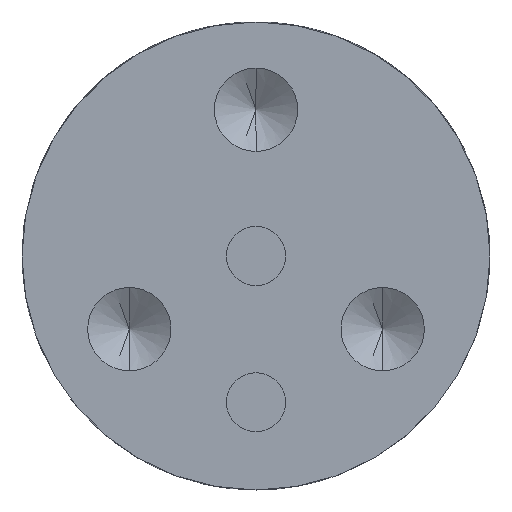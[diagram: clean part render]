
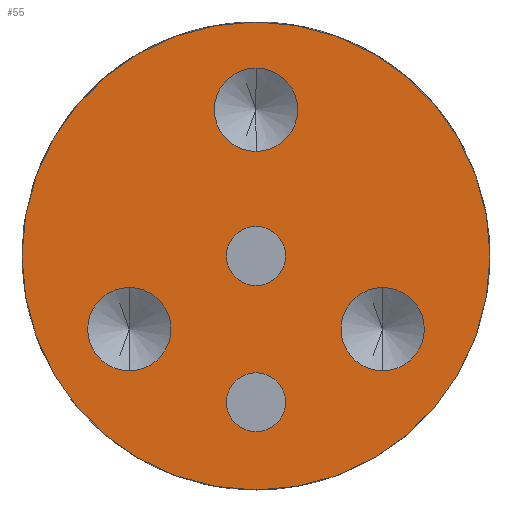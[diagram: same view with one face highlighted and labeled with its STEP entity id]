
A CAD part, front view. The second image highlights one B-rep face of the part: STEP entity #55.
In plain terms, the highlighted planar face has unit normal (0, -1, 0).
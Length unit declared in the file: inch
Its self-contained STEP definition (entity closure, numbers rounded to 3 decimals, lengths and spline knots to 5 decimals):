
#20 = ORIENTED_EDGE ( 'NONE', *, *, #66, .F. ) ;
#24 = EDGE_LOOP ( 'NONE', ( #20, #56 ) ) ;
#51 = ORIENTED_EDGE ( 'NONE', *, *, #965, .F. ) ;
#54 = ORIENTED_EDGE ( 'NONE', *, *, #736, .F. ) ;
#55 = ADVANCED_FACE ( 'NONE', ( #1392, #1404, #1395, #1394, #1393, #1391 ), #1362, .F. ) ;
#56 = ORIENTED_EDGE ( 'NONE', *, *, #746, .F. ) ;
#57 = EDGE_CURVE ( 'NONE', #812, #752, #1381, .T. ) ;
#58 = ORIENTED_EDGE ( 'NONE', *, *, #57, .F. ) ;
#59 = EDGE_LOOP ( 'NONE', ( #111, #54 ) ) ;
#60 = ORIENTED_EDGE ( 'NONE', *, *, #786, .F. ) ;
#61 = EDGE_CURVE ( 'NONE', #781, #784, #1387, .T. ) ;
#62 = EDGE_CURVE ( 'NONE', #814, #816, #1430, .T. ) ;
#63 = ORIENTED_EDGE ( 'NONE', *, *, #61, .F. ) ;
#64 = EDGE_LOOP ( 'NONE', ( #115, #117 ) ) ;
#66 = EDGE_CURVE ( 'NONE', #832, #775, #1426, .T. ) ;
#73 = ORIENTED_EDGE ( 'NONE', *, *, #813, .F. ) ;
#75 = EDGE_LOOP ( 'NONE', ( #63, #60 ) ) ;
#86 = EDGE_LOOP ( 'NONE', ( #58, #73 ) ) ;
#110 = EDGE_CURVE ( 'NONE', #165, #167, #1507, .T. ) ;
#111 = ORIENTED_EDGE ( 'NONE', *, *, #62, .F. ) ;
#112 = EDGE_LOOP ( 'NONE', ( #51, #116 ) ) ;
#115 = ORIENTED_EDGE ( 'NONE', *, *, #110, .F. ) ;
#116 = ORIENTED_EDGE ( 'NONE', *, *, #964, .F. ) ;
#117 = ORIENTED_EDGE ( 'NONE', *, *, #164, .F. ) ;
#164 = EDGE_CURVE ( 'NONE', #167, #165, #1555, .T. ) ;
#165 = VERTEX_POINT ( 'NONE', #1563 ) ;
#167 = VERTEX_POINT ( 'NONE', #1562 ) ;
#736 = EDGE_CURVE ( 'NONE', #816, #814, #3416, .T. ) ;
#746 = EDGE_CURVE ( 'NONE', #775, #832, #3453, .T. ) ;
#752 = VERTEX_POINT ( 'NONE', #3440 ) ;
#775 = VERTEX_POINT ( 'NONE', #3579 ) ;
#781 = VERTEX_POINT ( 'NONE', #3617 ) ;
#784 = VERTEX_POINT ( 'NONE', #3616 ) ;
#786 = EDGE_CURVE ( 'NONE', #784, #781, #3619, .T. ) ;
#812 = VERTEX_POINT ( 'NONE', #3633 ) ;
#813 = EDGE_CURVE ( 'NONE', #752, #812, #3624, .T. ) ;
#814 = VERTEX_POINT ( 'NONE', #3640 ) ;
#816 = VERTEX_POINT ( 'NONE', #3623 ) ;
#832 = VERTEX_POINT ( 'NONE', #3719 ) ;
#964 = EDGE_CURVE ( 'NONE', #985, #1009, #4158, .T. ) ;
#965 = EDGE_CURVE ( 'NONE', #1009, #985, #4172, .T. ) ;
#985 = VERTEX_POINT ( 'NONE', #4292 ) ;
#1009 = VERTEX_POINT ( 'NONE', #4353 ) ;
#1347 = CARTESIAN_POINT ( 'NONE',  ( 0., 0., 0.15625 ) ) ;
#1354 = AXIS2_PLACEMENT_3D ( 'NONE', #1384, #1383, #1382 ) ;
#1355 = CARTESIAN_POINT ( 'NONE',  ( -0.13532, 0., -0.07812 ) ) ;
#1362 = PLANE ( 'NONE',  #1354 ) ;
#1377 = DIRECTION ( 'NONE',  ( 0., -1., 0. ) ) ;
#1378 = DIRECTION ( 'NONE',  ( 0., 0., -1. ) ) ;
#1379 = DIRECTION ( 'NONE',  ( 0., -1., 0. ) ) ;
#1380 = CARTESIAN_POINT ( 'NONE',  ( 0., 0., 0. ) ) ;
#1381 = CIRCLE ( 'NONE', #1385, 0.0315 ) ;
#1382 = DIRECTION ( 'NONE',  ( 0., 0., 1. ) ) ;
#1383 = DIRECTION ( 'NONE',  ( 0., 1., 0. ) ) ;
#1384 = CARTESIAN_POINT ( 'NONE',  ( 0., 0., 0. ) ) ;
#1385 = AXIS2_PLACEMENT_3D ( 'NONE', #1380, #1379, #1378 ) ;
#1386 = AXIS2_PLACEMENT_3D ( 'NONE', #1355, #1377, #1431 ) ;
#1387 = CIRCLE ( 'NONE', #1386, 0.0445 ) ;
#1388 = AXIS2_PLACEMENT_3D ( 'NONE', #1347, #1428, #1427 ) ;
#1391 = FACE_OUTER_BOUND ( 'NONE', #112, .T. ) ;
#1392 = FACE_BOUND ( 'NONE', #24, .T. ) ;
#1393 = FACE_BOUND ( 'NONE', #64, .T. ) ;
#1394 = FACE_BOUND ( 'NONE', #59, .T. ) ;
#1395 = FACE_BOUND ( 'NONE', #75, .T. ) ;
#1404 = FACE_BOUND ( 'NONE', #86, .T. ) ;
#1422 = DIRECTION ( 'NONE',  ( 0., 0., -1. ) ) ;
#1423 = DIRECTION ( 'NONE',  ( 0., -1., 0. ) ) ;
#1424 = CARTESIAN_POINT ( 'NONE',  ( 0., 0., -0.15625 ) ) ;
#1425 = AXIS2_PLACEMENT_3D ( 'NONE', #1424, #1423, #1422 ) ;
#1426 = CIRCLE ( 'NONE', #1425, 0.0315 ) ;
#1427 = DIRECTION ( 'NONE',  ( 0., 0., -1. ) ) ;
#1428 = DIRECTION ( 'NONE',  ( 0., -1., 0. ) ) ;
#1430 = CIRCLE ( 'NONE', #1388, 0.0445 ) ;
#1431 = DIRECTION ( 'NONE',  ( 0., 0., -1. ) ) ;
#1435 = AXIS2_PLACEMENT_3D ( 'NONE', #1506, #1505, #1504 ) ;
#1504 = DIRECTION ( 'NONE',  ( 0., 0., -1. ) ) ;
#1505 = DIRECTION ( 'NONE',  ( 0., -1., 0. ) ) ;
#1506 = CARTESIAN_POINT ( 'NONE',  ( 0.13532, 0., -0.07813 ) ) ;
#1507 = CIRCLE ( 'NONE', #1435, 0.0445 ) ;
#1551 = DIRECTION ( 'NONE',  ( 0., 0., -1. ) ) ;
#1552 = DIRECTION ( 'NONE',  ( 0., -1., 0. ) ) ;
#1553 = CARTESIAN_POINT ( 'NONE',  ( 0.13532, 0., -0.07813 ) ) ;
#1554 = AXIS2_PLACEMENT_3D ( 'NONE', #1553, #1552, #1551 ) ;
#1555 = CIRCLE ( 'NONE', #1554, 0.0445 ) ;
#1562 = CARTESIAN_POINT ( 'NONE',  ( 0.13532, 0., -0.03363 ) ) ;
#1563 = CARTESIAN_POINT ( 'NONE',  ( 0.13532, 0., -0.12263 ) ) ;
#3408 = DIRECTION ( 'NONE',  ( 0., 0., -1. ) ) ;
#3409 = DIRECTION ( 'NONE',  ( 0., -1., 0. ) ) ;
#3410 = CARTESIAN_POINT ( 'NONE',  ( 0., 0., 0.15625 ) ) ;
#3411 = AXIS2_PLACEMENT_3D ( 'NONE', #3410, #3409, #3408 ) ;
#3416 = CIRCLE ( 'NONE', #3411, 0.0445 ) ;
#3437 = DIRECTION ( 'NONE',  ( 0., 0., -1. ) ) ;
#3438 = DIRECTION ( 'NONE',  ( 0., -1., 0. ) ) ;
#3439 = CARTESIAN_POINT ( 'NONE',  ( 0., 0., -0.15625 ) ) ;
#3440 = CARTESIAN_POINT ( 'NONE',  ( 0., 0., 0.0315 ) ) ;
#3445 = AXIS2_PLACEMENT_3D ( 'NONE', #3439, #3438, #3437 ) ;
#3453 = CIRCLE ( 'NONE', #3445, 0.0315 ) ;
#3549 = AXIS2_PLACEMENT_3D ( 'NONE', #3606, #3605, #3604 ) ;
#3579 = CARTESIAN_POINT ( 'NONE',  ( 0., 0., -0.12475 ) ) ;
#3604 = DIRECTION ( 'NONE',  ( 0., 0., -1. ) ) ;
#3605 = DIRECTION ( 'NONE',  ( 0., -1., 0. ) ) ;
#3606 = CARTESIAN_POINT ( 'NONE',  ( -0.13532, 0., -0.07812 ) ) ;
#3616 = CARTESIAN_POINT ( 'NONE',  ( -0.13532, 0., -0.03362 ) ) ;
#3617 = CARTESIAN_POINT ( 'NONE',  ( -0.13532, 0., -0.12262 ) ) ;
#3619 = CIRCLE ( 'NONE', #3549, 0.0445 ) ;
#3623 = CARTESIAN_POINT ( 'NONE',  ( 0., 0., 0.20075 ) ) ;
#3624 = CIRCLE ( 'NONE', #3675, 0.0315 ) ;
#3633 = CARTESIAN_POINT ( 'NONE',  ( 0., 0., -0.0315 ) ) ;
#3640 = CARTESIAN_POINT ( 'NONE',  ( 0., 0., 0.11175 ) ) ;
#3672 = DIRECTION ( 'NONE',  ( 0., 0., -1. ) ) ;
#3673 = DIRECTION ( 'NONE',  ( 0., -1., 0. ) ) ;
#3674 = CARTESIAN_POINT ( 'NONE',  ( 0., 0., 0. ) ) ;
#3675 = AXIS2_PLACEMENT_3D ( 'NONE', #3674, #3673, #3672 ) ;
#3719 = CARTESIAN_POINT ( 'NONE',  ( 0., 0., -0.18775 ) ) ;
#4113 = CARTESIAN_POINT ( 'NONE',  ( 0., 0., 0. ) ) ;
#4143 = AXIS2_PLACEMENT_3D ( 'NONE', #4113, #4171, #4170 ) ;
#4158 = CIRCLE ( 'NONE', #4160, 0.25 ) ;
#4160 = AXIS2_PLACEMENT_3D ( 'NONE', #4199, #4198, #4177 ) ;
#4170 = DIRECTION ( 'NONE',  ( 0., 0., 1. ) ) ;
#4171 = DIRECTION ( 'NONE',  ( 0., 1., 0. ) ) ;
#4172 = CIRCLE ( 'NONE', #4143, 0.25 ) ;
#4177 = DIRECTION ( 'NONE',  ( 0., 0., 1. ) ) ;
#4198 = DIRECTION ( 'NONE',  ( 0., 1., 0. ) ) ;
#4199 = CARTESIAN_POINT ( 'NONE',  ( 0., 0., 0. ) ) ;
#4292 = CARTESIAN_POINT ( 'NONE',  ( 0., 0., 0.25 ) ) ;
#4353 = CARTESIAN_POINT ( 'NONE',  ( 0., 0., -0.25 ) ) ;
